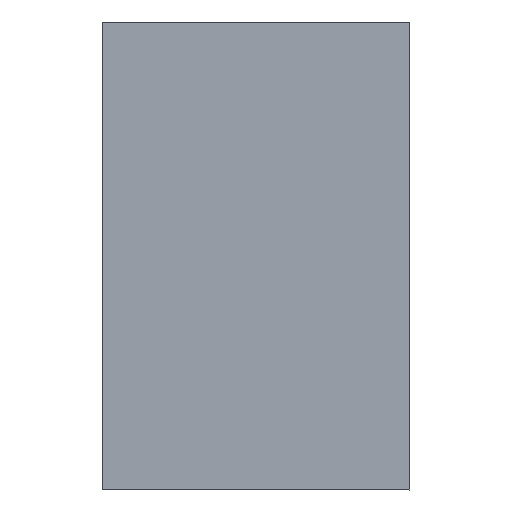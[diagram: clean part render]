
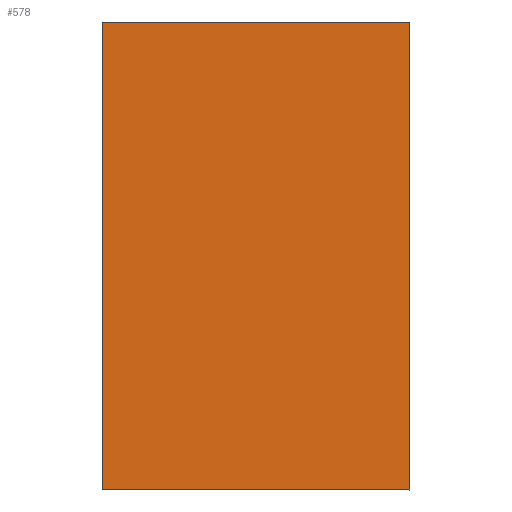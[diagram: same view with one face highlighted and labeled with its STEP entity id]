
A CAD part, front view. The second image highlights one B-rep face of the part: STEP entity #578.
In plain terms, the highlighted planar face has unit normal (0, -1, 0).
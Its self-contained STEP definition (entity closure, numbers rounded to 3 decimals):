
#42 = PLANE('',#43);
#43 = AXIS2_PLACEMENT_3D('',#44,#45,#46);
#44 = CARTESIAN_POINT('',(272.508,9.574,34.213
    ));
#45 = DIRECTION('',(1.,0.,
    0.));
#46 = DIRECTION('',(0.,0.,
    -1.));
#92 = PLANE('',#93);
#93 = AXIS2_PLACEMENT_3D('',#94,#95,#96);
#94 = CARTESIAN_POINT('',(271.258,9.574,34.213
    ));
#95 = DIRECTION('',(-1.,0.,
    0.));
#96 = DIRECTION('',(0.,0.,
    1.));
#163 = PLANE('',#164);
#164 = AXIS2_PLACEMENT_3D('',#165,#166,#167);
#165 = CARTESIAN_POINT('',(272.753,9.58,34.523
    ));
#166 = DIRECTION('',(0.,0.,
    -1.));
#167 = DIRECTION('',(1.,0.,
    0.));
#383 = PLANE('',#384);
#384 = AXIS2_PLACEMENT_3D('',#385,#386,#387);
#385 = CARTESIAN_POINT('',(271.013,9.58,
    36.423));
#386 = DIRECTION('',(0.,0.,
    1.));
#387 = DIRECTION('',(-1.,0.,
    0.));
#398 = VERTEX_POINT('',#399);
#399 = CARTESIAN_POINT('',(271.258,10.33,
    36.423));
#423 = VERTEX_POINT('',#424);
#424 = CARTESIAN_POINT('',(271.258,10.33,
    34.523));
#442 = EDGE_CURVE('',#423,#398,#443,.T.);
#443 = SURFACE_CURVE('',#444,(#447,#453),.PCURVE_S1.);
#444 = B_SPLINE_CURVE_WITH_KNOTS('',1,(#445,#446),.UNSPECIFIED.,.F.,.F.,
  (2,2),(-1.9,0.),.PIECEWISE_BEZIER_KNOTS.);
#445 = CARTESIAN_POINT('',(271.258,10.33,
    34.523));
#446 = CARTESIAN_POINT('',(271.258,10.33,
    36.423));
#447 = PCURVE('',#92,#448);
#448 = DEFINITIONAL_REPRESENTATION('',(#449),#452);
#449 = B_SPLINE_CURVE_WITH_KNOTS('',1,(#450,#451),.UNSPECIFIED.,.F.,.F.,
  (2,2),(-1.9,0.),.PIECEWISE_BEZIER_KNOTS.);
#450 = CARTESIAN_POINT('',(0.31,0.756));
#451 = CARTESIAN_POINT('',(2.21,0.756));
#452 = ( GEOMETRIC_REPRESENTATION_CONTEXT(2) 
PARAMETRIC_REPRESENTATION_CONTEXT() REPRESENTATION_CONTEXT('2D SPACE',''
  ) );
#453 = PCURVE('',#454,#459);
#454 = PLANE('',#455);
#455 = AXIS2_PLACEMENT_3D('',#456,#457,#458);
#456 = CARTESIAN_POINT('',(271.013,10.33,
    34.213));
#457 = DIRECTION('',(0.,-1.,0.));
#458 = DIRECTION('',(1.,0.,
    0.));
#459 = DEFINITIONAL_REPRESENTATION('',(#460),#463);
#460 = B_SPLINE_CURVE_WITH_KNOTS('',1,(#461,#462),.UNSPECIFIED.,.F.,.F.,
  (2,2),(-1.9,0.),.PIECEWISE_BEZIER_KNOTS.);
#461 = CARTESIAN_POINT('',(0.245,0.31));
#462 = CARTESIAN_POINT('',(0.245,2.21));
#463 = ( GEOMETRIC_REPRESENTATION_CONTEXT(2) 
PARAMETRIC_REPRESENTATION_CONTEXT() REPRESENTATION_CONTEXT('2D SPACE',''
  ) );
#469 = VERTEX_POINT('',#470);
#470 = CARTESIAN_POINT('',(272.508,10.33,
    34.523));
#488 = EDGE_CURVE('',#469,#423,#489,.T.);
#489 = SURFACE_CURVE('',#490,(#493,#499),.PCURVE_S1.);
#490 = B_SPLINE_CURVE_WITH_KNOTS('',1,(#491,#492),.UNSPECIFIED.,.F.,.F.,
  (2,2),(-1.25,0.),.PIECEWISE_BEZIER_KNOTS.);
#491 = CARTESIAN_POINT('',(272.508,10.33,
    34.523));
#492 = CARTESIAN_POINT('',(271.258,10.33,
    34.523));
#493 = PCURVE('',#163,#494);
#494 = DEFINITIONAL_REPRESENTATION('',(#495),#498);
#495 = B_SPLINE_CURVE_WITH_KNOTS('',1,(#496,#497),.UNSPECIFIED.,.F.,.F.,
  (2,2),(-1.25,0.),.PIECEWISE_BEZIER_KNOTS.);
#496 = CARTESIAN_POINT('',(-0.245,-0.75));
#497 = CARTESIAN_POINT('',(-1.495,-0.75));
#498 = ( GEOMETRIC_REPRESENTATION_CONTEXT(2) 
PARAMETRIC_REPRESENTATION_CONTEXT() REPRESENTATION_CONTEXT('2D SPACE',''
  ) );
#499 = PCURVE('',#454,#500);
#500 = DEFINITIONAL_REPRESENTATION('',(#501),#504);
#501 = B_SPLINE_CURVE_WITH_KNOTS('',1,(#502,#503),.UNSPECIFIED.,.F.,.F.,
  (2,2),(-1.25,0.),.PIECEWISE_BEZIER_KNOTS.);
#502 = CARTESIAN_POINT('',(1.495,0.31));
#503 = CARTESIAN_POINT('',(0.245,0.31));
#504 = ( GEOMETRIC_REPRESENTATION_CONTEXT(2) 
PARAMETRIC_REPRESENTATION_CONTEXT() REPRESENTATION_CONTEXT('2D SPACE',''
  ) );
#513 = VERTEX_POINT('',#514);
#514 = CARTESIAN_POINT('',(272.508,10.33,
    36.423));
#532 = EDGE_CURVE('',#469,#513,#533,.T.);
#533 = SURFACE_CURVE('',#534,(#537,#543),.PCURVE_S1.);
#534 = B_SPLINE_CURVE_WITH_KNOTS('',1,(#535,#536),.UNSPECIFIED.,.F.,.F.,
  (2,2),(0.,1.9),.PIECEWISE_BEZIER_KNOTS.);
#535 = CARTESIAN_POINT('',(272.508,10.33,
    34.523));
#536 = CARTESIAN_POINT('',(272.508,10.33,
    36.423));
#537 = PCURVE('',#42,#538);
#538 = DEFINITIONAL_REPRESENTATION('',(#539),#542);
#539 = B_SPLINE_CURVE_WITH_KNOTS('',1,(#540,#541),.UNSPECIFIED.,.F.,.F.,
  (2,2),(0.,1.9),.PIECEWISE_BEZIER_KNOTS.);
#540 = CARTESIAN_POINT('',(-0.31,0.756));
#541 = CARTESIAN_POINT('',(-2.21,0.756));
#542 = ( GEOMETRIC_REPRESENTATION_CONTEXT(2) 
PARAMETRIC_REPRESENTATION_CONTEXT() REPRESENTATION_CONTEXT('2D SPACE',''
  ) );
#543 = PCURVE('',#454,#544);
#544 = DEFINITIONAL_REPRESENTATION('',(#545),#548);
#545 = B_SPLINE_CURVE_WITH_KNOTS('',1,(#546,#547),.UNSPECIFIED.,.F.,.F.,
  (2,2),(0.,1.9),.PIECEWISE_BEZIER_KNOTS.);
#546 = CARTESIAN_POINT('',(1.495,0.31));
#547 = CARTESIAN_POINT('',(1.495,2.21));
#548 = ( GEOMETRIC_REPRESENTATION_CONTEXT(2) 
PARAMETRIC_REPRESENTATION_CONTEXT() REPRESENTATION_CONTEXT('2D SPACE',''
  ) );
#561 = EDGE_CURVE('',#398,#513,#562,.T.);
#562 = SURFACE_CURVE('',#563,(#566,#572),.PCURVE_S1.);
#563 = B_SPLINE_CURVE_WITH_KNOTS('',1,(#564,#565),.UNSPECIFIED.,.F.,.F.,
  (2,2),(-1.25,0.),.PIECEWISE_BEZIER_KNOTS.);
#564 = CARTESIAN_POINT('',(271.258,10.33,
    36.423));
#565 = CARTESIAN_POINT('',(272.508,10.33,
    36.423));
#566 = PCURVE('',#383,#567);
#567 = DEFINITIONAL_REPRESENTATION('',(#568),#571);
#568 = B_SPLINE_CURVE_WITH_KNOTS('',1,(#569,#570),.UNSPECIFIED.,.F.,.F.,
  (2,2),(-1.25,0.),.PIECEWISE_BEZIER_KNOTS.);
#569 = CARTESIAN_POINT('',(-0.245,-0.75));
#570 = CARTESIAN_POINT('',(-1.495,-0.75));
#571 = ( GEOMETRIC_REPRESENTATION_CONTEXT(2) 
PARAMETRIC_REPRESENTATION_CONTEXT() REPRESENTATION_CONTEXT('2D SPACE',''
  ) );
#572 = PCURVE('',#454,#573);
#573 = DEFINITIONAL_REPRESENTATION('',(#574),#577);
#574 = B_SPLINE_CURVE_WITH_KNOTS('',1,(#575,#576),.UNSPECIFIED.,.F.,.F.,
  (2,2),(-1.25,0.),.PIECEWISE_BEZIER_KNOTS.);
#575 = CARTESIAN_POINT('',(0.245,2.21));
#576 = CARTESIAN_POINT('',(1.495,2.21));
#577 = ( GEOMETRIC_REPRESENTATION_CONTEXT(2) 
PARAMETRIC_REPRESENTATION_CONTEXT() REPRESENTATION_CONTEXT('2D SPACE',''
  ) );
#578 = ADVANCED_FACE('',(#579),#454,.T.);
#579 = FACE_BOUND('',#580,.T.);
#580 = EDGE_LOOP('',(#581,#582,#583,#584));
#581 = ORIENTED_EDGE('',*,*,#532,.T.);
#582 = ORIENTED_EDGE('',*,*,#561,.F.);
#583 = ORIENTED_EDGE('',*,*,#442,.F.);
#584 = ORIENTED_EDGE('',*,*,#488,.F.);
